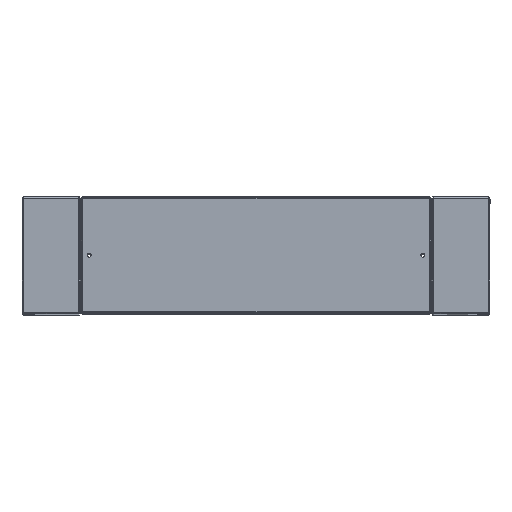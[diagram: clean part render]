
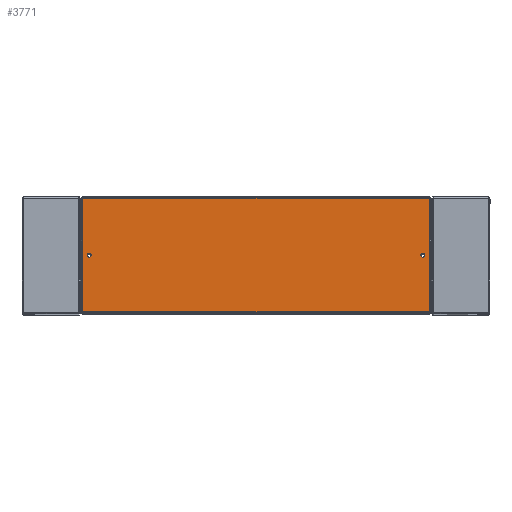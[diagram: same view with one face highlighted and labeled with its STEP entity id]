
A CAD part, top view. The second image highlights one B-rep face of the part: STEP entity #3771.
In plain terms, the highlighted planar face has unit normal (0, 0, 1).
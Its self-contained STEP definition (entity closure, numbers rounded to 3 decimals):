
#63 = CARTESIAN_POINT ( 'NONE',  ( 2.4, 2.4, 0. ) ) ;
#156 = VERTEX_POINT ( 'NONE', #5666 ) ;
#196 = DIRECTION ( 'NONE',  ( 0., 1., 0. ) ) ;
#236 = CARTESIAN_POINT ( 'NONE',  ( 1.401, 2.4, 0. ) ) ;
#314 = CARTESIAN_POINT ( 'NONE',  ( 584., 99.5, 0. ) ) ;
#354 = VERTEX_POINT ( 'NONE', #5081 ) ;
#406 = VECTOR ( 'NONE', #6226, 1000. ) ;
#484 = VERTEX_POINT ( 'NONE', #63 ) ;
#589 = EDGE_CURVE ( 'NONE', #1634, #484, #3420, .T. ) ;
#623 = EDGE_CURVE ( 'NONE', #2767, #156, #4006, .T. ) ;
#688 = DIRECTION ( 'NONE',  ( 0., 0., -1. ) ) ;
#748 = VERTEX_POINT ( 'NONE', #1002 ) ;
#953 = DIRECTION ( 'NONE',  ( 0., 0., -1. ) ) ;
#1002 = CARTESIAN_POINT ( 'NONE',  ( 10., 99.5, 0. ) ) ;
#1072 = VECTOR ( 'NONE', #2799, 1000. ) ;
#1084 = LINE ( 'NONE', #3600, #406 ) ;
#1258 = EDGE_CURVE ( 'NONE', #5300, #4674, #1826, .T. ) ;
#1425 = DIRECTION ( 'NONE',  ( 0., 0., -1. ) ) ;
#1455 = DIRECTION ( 'NONE',  ( 0., -1., 0. ) ) ;
#1474 = EDGE_LOOP ( 'NONE', ( #3723, #7329 ) ) ;
#1633 = DIRECTION ( 'NONE',  ( -1., 0., 0. ) ) ;
#1634 = VERTEX_POINT ( 'NONE', #7838 ) ;
#1690 = VECTOR ( 'NONE', #1455, 1000. ) ;
#1740 = AXIS2_PLACEMENT_3D ( 'NONE', #7912, #2763, #1633 ) ;
#1826 = CIRCLE ( 'NONE', #6548, 3.5 ) ;
#1887 = CARTESIAN_POINT ( 'NONE',  ( 595.1, 2.4, 0. ) ) ;
#1952 = VECTOR ( 'NONE', #196, 1000. ) ;
#2067 = EDGE_LOOP ( 'NONE', ( #2214, #2379 ) ) ;
#2123 = CARTESIAN_POINT ( 'NONE',  ( 595.1, 1.401, 0. ) ) ;
#2167 = AXIS2_PLACEMENT_3D ( 'NONE', #7827, #1425, #4776 ) ;
#2214 = ORIENTED_EDGE ( 'NONE', *, *, #1258, .T. ) ;
#2379 = ORIENTED_EDGE ( 'NONE', *, *, #5693, .T. ) ;
#2763 = DIRECTION ( 'NONE',  ( 0., 0., -1. ) ) ;
#2767 = VERTEX_POINT ( 'NONE', #1887 ) ;
#2796 = DIRECTION ( 'NONE',  ( -1., 0., 0. ) ) ;
#2799 = DIRECTION ( 'NONE',  ( 1., 0., 0. ) ) ;
#3217 = FACE_OUTER_BOUND ( 'NONE', #4052, .T. ) ;
#3256 = PLANE ( 'NONE',  #7494 ) ;
#3420 = LINE ( 'NONE', #5399, #1690 ) ;
#3484 = CARTESIAN_POINT ( 'NONE',  ( 580.5, 99.5, 0. ) ) ;
#3518 = DIRECTION ( 'NONE',  ( -1., 0., 0. ) ) ;
#3600 = CARTESIAN_POINT ( 'NONE',  ( 596.099, 196.6, 0. ) ) ;
#3723 = ORIENTED_EDGE ( 'NONE', *, *, #5794, .T. ) ;
#3750 = AXIS2_PLACEMENT_3D ( 'NONE', #6732, #953, #3518 ) ;
#3771 = ADVANCED_FACE ( 'NONE', ( #5741, #5230, #3217 ), #3256, .F. ) ;
#4006 = LINE ( 'NONE', #2123, #1952 ) ;
#4052 = EDGE_LOOP ( 'NONE', ( #6292, #8220, #7164, #6176 ) ) ;
#4553 = CARTESIAN_POINT ( 'NONE',  ( 0., 0., 0. ) ) ;
#4674 = VERTEX_POINT ( 'NONE', #7322 ) ;
#4688 = CIRCLE ( 'NONE', #1740, 3.5 ) ;
#4776 = DIRECTION ( 'NONE',  ( -1., 0., 0. ) ) ;
#4835 = CIRCLE ( 'NONE', #3750, 3.5 ) ;
#5081 = CARTESIAN_POINT ( 'NONE',  ( 17., 99.5, 0. ) ) ;
#5115 = EDGE_CURVE ( 'NONE', #484, #2767, #5997, .T. ) ;
#5230 = FACE_BOUND ( 'NONE', #2067, .T. ) ;
#5300 = VERTEX_POINT ( 'NONE', #3484 ) ;
#5377 = EDGE_CURVE ( 'NONE', #156, #1634, #1084, .T. ) ;
#5399 = CARTESIAN_POINT ( 'NONE',  ( 2.4, 197.599, 0. ) ) ;
#5666 = CARTESIAN_POINT ( 'NONE',  ( 595.1, 196.6, 0. ) ) ;
#5693 = EDGE_CURVE ( 'NONE', #4674, #5300, #4688, .T. ) ;
#5741 = FACE_BOUND ( 'NONE', #1474, .T. ) ;
#5787 = DIRECTION ( 'NONE',  ( -1., 0., 0. ) ) ;
#5794 = EDGE_CURVE ( 'NONE', #748, #354, #4835, .T. ) ;
#5997 = LINE ( 'NONE', #236, #1072 ) ;
#6176 = ORIENTED_EDGE ( 'NONE', *, *, #589, .T. ) ;
#6226 = DIRECTION ( 'NONE',  ( -1., 0., 0. ) ) ;
#6292 = ORIENTED_EDGE ( 'NONE', *, *, #5115, .T. ) ;
#6466 = EDGE_CURVE ( 'NONE', #354, #748, #7280, .T. ) ;
#6548 = AXIS2_PLACEMENT_3D ( 'NONE', #314, #7251, #2796 ) ;
#6732 = CARTESIAN_POINT ( 'NONE',  ( 13.5, 99.5, 0. ) ) ;
#7164 = ORIENTED_EDGE ( 'NONE', *, *, #5377, .T. ) ;
#7251 = DIRECTION ( 'NONE',  ( 0., 0., -1. ) ) ;
#7280 = CIRCLE ( 'NONE', #2167, 3.5 ) ;
#7322 = CARTESIAN_POINT ( 'NONE',  ( 587.5, 99.5, 0. ) ) ;
#7329 = ORIENTED_EDGE ( 'NONE', *, *, #6466, .T. ) ;
#7494 = AXIS2_PLACEMENT_3D ( 'NONE', #4553, #688, #5787 ) ;
#7827 = CARTESIAN_POINT ( 'NONE',  ( 13.5, 99.5, 0. ) ) ;
#7838 = CARTESIAN_POINT ( 'NONE',  ( 2.4, 196.6, 0. ) ) ;
#7912 = CARTESIAN_POINT ( 'NONE',  ( 584., 99.5, 0. ) ) ;
#8220 = ORIENTED_EDGE ( 'NONE', *, *, #623, .T. ) ;
